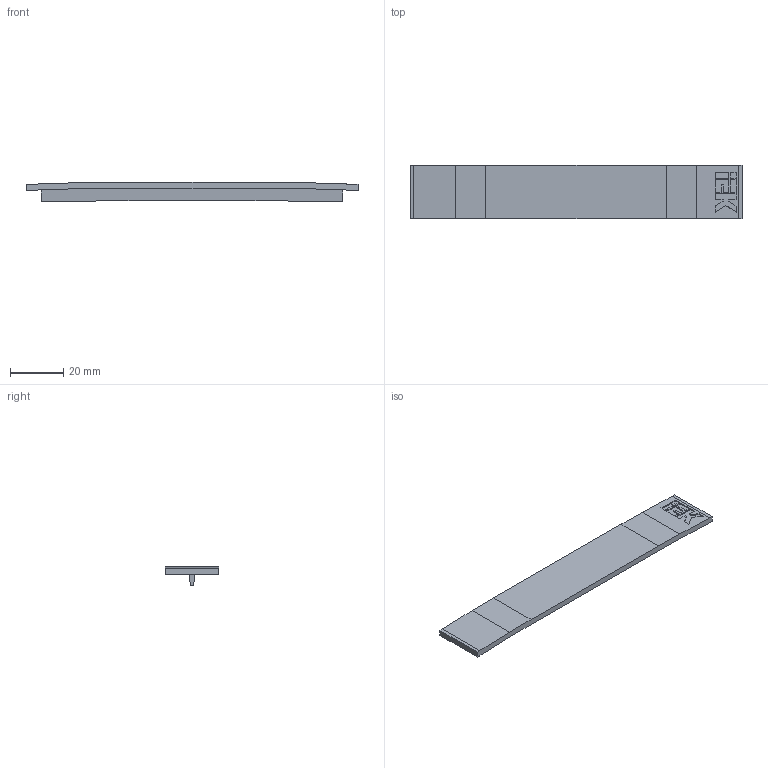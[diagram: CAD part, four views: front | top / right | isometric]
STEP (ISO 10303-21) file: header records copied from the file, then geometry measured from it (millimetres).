
FILE_DESCRIPTION (( 'STEP AP214' ), '1' );
FILE_NAME ('CKK-40D-SL125-K01 Ñîåäèíèòåëü íà ñòûê ëèöåâîé äëÿ êðûøêè 125.STEP', '2016-07-14T11:40:44', ( '' ), ( '' ), 'SwSTEP 2.0', 'SolidWorks 2014', '' );
FILE_SCHEMA (( 'AUTOMOTIVE_DESIGN' ));
Length unit declared in the file: millimetre
Products named in the file (1): CKK-40D-SL125-K01 Ñîåäèíèòåëü íà ñòûê ëèöåâîé äëÿ êðûøêè 125
Bounding box: 125 x 20.02 x 7.18 mm (x, y, z)
Volume: 6429.4 mm3; surface area: 6704.4 mm2
Topology: 1 solids, 1 shells, 66 faces, 181 edges, 122 vertices
Faces by surface type: plane 32, bspline 32, cylinder 2
Entity records: 2432 total; most frequent: CARTESIAN_POINT 1012, ORIENTED_EDGE 362, EDGE_CURVE 181, DIRECTION 163, VERTEX_POINT 122, VECTOR 89, LINE 89, B_SPLINE_CURVE_WITH_KNOTS 82
